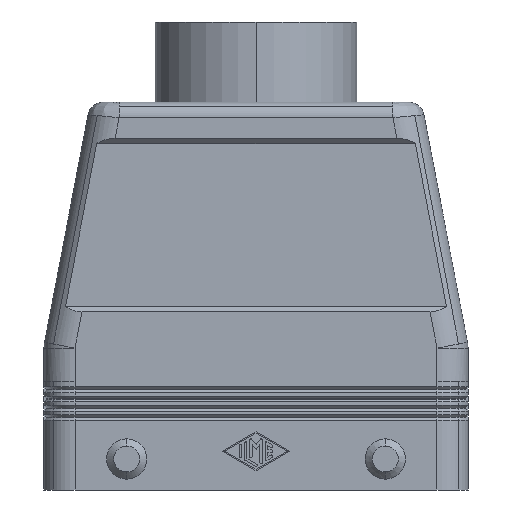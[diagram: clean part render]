
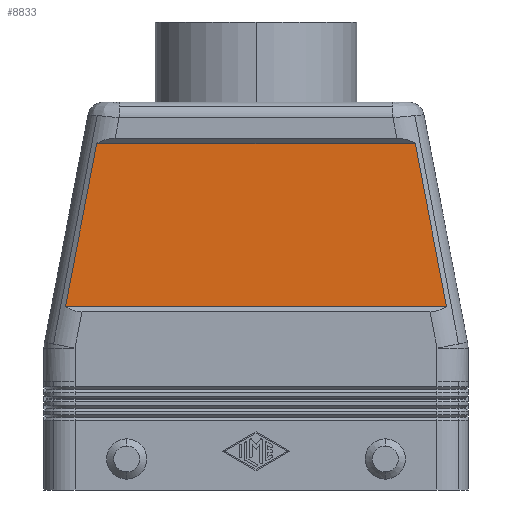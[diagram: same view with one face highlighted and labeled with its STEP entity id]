
A CAD part, front view. The second image highlights one B-rep face of the part: STEP entity #8833.
In plain terms, the highlighted planar face has unit normal (0, -1, 0).
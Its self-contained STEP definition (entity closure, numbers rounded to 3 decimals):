
#3458=CARTESIAN_POINT('',(30.8,-27.,67.));
#3459=VERTEX_POINT('',#3458);
#3467=CARTESIAN_POINT('',(36.832,-27.0,35.5));
#3468=VERTEX_POINT('',#3467);
#3469=CARTESIAN_POINT('',(30.8,-27.,67.));
#3470=DIRECTION('',(0.188,0.,-0.982));
#3471=VECTOR('',#3470,32.072);
#3472=LINE('',#3469,#3471);
#3473=EDGE_CURVE('',#3459,#3468,#3472,.T.);
#3690=CARTESIAN_POINT('',(-36.832,-27.0,35.5));
#3691=VERTEX_POINT('',#3690);
#3699=CARTESIAN_POINT('',(-30.8,-27.,67.0));
#3700=VERTEX_POINT('',#3699);
#3701=CARTESIAN_POINT('',(-36.832,-27.0,35.5));
#3702=DIRECTION('',(0.188,0.,0.982));
#3703=VECTOR('',#3702,32.072);
#3704=LINE('',#3701,#3703);
#3705=EDGE_CURVE('',#3691,#3700,#3704,.T.);
#8806=CARTESIAN_POINT('',(-30.8,-27.,67.0));
#8807=DIRECTION('',(1.0,0.0,0.0));
#8808=VECTOR('',#8807,61.6);
#8809=LINE('',#8806,#8808);
#8810=EDGE_CURVE('',#3700,#3459,#8809,.T.);
#8817=CARTESIAN_POINT('',(0.0,-27.0,35.5));
#8818=DIRECTION('',(0.0,1.0,0.0));
#8819=DIRECTION('',(0.0,0.0,1.0));
#8820=AXIS2_PLACEMENT_3D('',#8817,#8818,#8819);
#8821=PLANE('',#8820);
#8822=ORIENTED_EDGE('',*,*,#3705,.F.);
#8823=CARTESIAN_POINT('',(-36.832,-27.0,35.5));
#8824=DIRECTION('',(1.0,0.0,0.0));
#8825=VECTOR('',#8824,73.663);
#8826=LINE('',#8823,#8825);
#8827=EDGE_CURVE('',#3691,#3468,#8826,.T.);
#8828=ORIENTED_EDGE('',*,*,#8827,.T.);
#8829=ORIENTED_EDGE('',*,*,#3473,.F.);
#8830=ORIENTED_EDGE('',*,*,#8810,.F.);
#8831=EDGE_LOOP('',(#8822,#8828,#8829,#8830));
#8832=FACE_OUTER_BOUND('',#8831,.T.);
#8833=ADVANCED_FACE('',(#8832),#8821,.F.);
